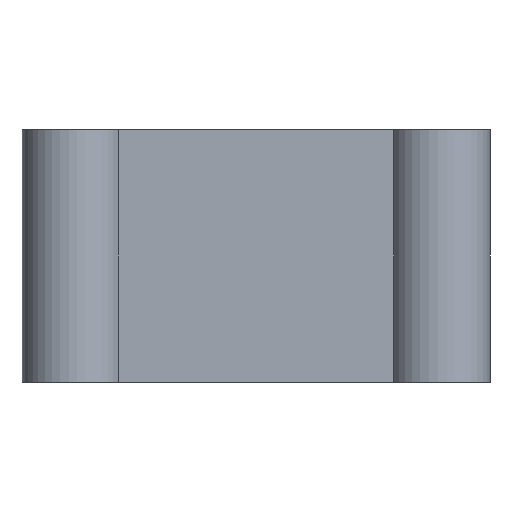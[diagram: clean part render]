
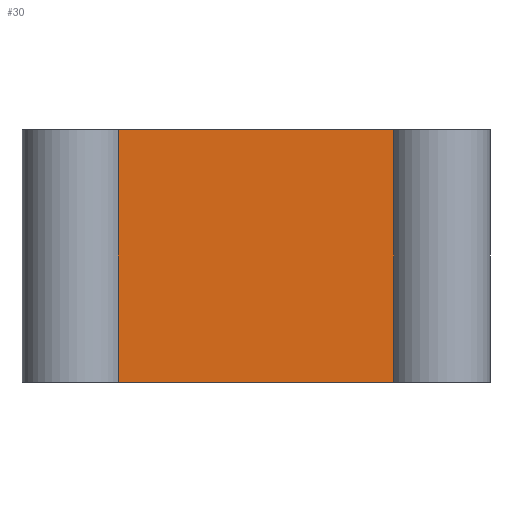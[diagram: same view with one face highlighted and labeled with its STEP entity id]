
A CAD part, front view. The second image highlights one B-rep face of the part: STEP entity #30.
In plain terms, the highlighted planar face has unit normal (0, -1, 0).
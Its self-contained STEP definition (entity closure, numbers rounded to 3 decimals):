
#14 = EDGE_LOOP ( 'NONE', ( #162, #180, #74, #97 ) ) ;
#20 = VECTOR ( 'NONE', #101, 1000. ) ;
#28 = CARTESIAN_POINT ( 'NONE',  ( -1.226, -0.676, 6.9 ) ) ;
#30 = ADVANCED_FACE ( 'NONE', ( #144 ), #143, .F. ) ;
#38 = VECTOR ( 'NONE', #68, 1000. ) ;
#46 = CARTESIAN_POINT ( 'NONE',  ( -1.226, -0.676, 0. ) ) ;
#54 = DIRECTION ( 'NONE',  ( 1., 0., 0. ) ) ;
#64 = EDGE_CURVE ( 'NONE', #110, #71, #70, .T. ) ;
#68 = DIRECTION ( 'NONE',  ( 1., 0., 0. ) ) ;
#70 = LINE ( 'NONE', #121, #38 ) ;
#71 = VERTEX_POINT ( 'NONE', #46 ) ;
#74 = ORIENTED_EDGE ( 'NONE', *, *, #220, .F. ) ;
#88 = VERTEX_POINT ( 'NONE', #225 ) ;
#90 = VECTOR ( 'NONE', #137, 1000. ) ;
#97 = ORIENTED_EDGE ( 'NONE', *, *, #207, .T. ) ;
#100 = LINE ( 'NONE', #170, #90 ) ;
#101 = DIRECTION ( 'NONE',  ( 0., 0., -1. ) ) ;
#104 = LINE ( 'NONE', #192, #240 ) ;
#110 = VERTEX_POINT ( 'NONE', #222 ) ;
#121 = CARTESIAN_POINT ( 'NONE',  ( -8.774, -0.676, 0. ) ) ;
#129 = DIRECTION ( 'NONE',  ( 0., 1., 0. ) ) ;
#133 = EDGE_CURVE ( 'NONE', #198, #71, #227, .T. ) ;
#137 = DIRECTION ( 'NONE',  ( 0., 0., -1. ) ) ;
#143 = PLANE ( 'NONE',  #147 ) ;
#144 = FACE_OUTER_BOUND ( 'NONE', #14, .T. ) ;
#147 = AXIS2_PLACEMENT_3D ( 'NONE', #213, #129, #205 ) ;
#162 = ORIENTED_EDGE ( 'NONE', *, *, #64, .T. ) ;
#170 = CARTESIAN_POINT ( 'NONE',  ( -8.774, -0.676, 6.9 ) ) ;
#180 = ORIENTED_EDGE ( 'NONE', *, *, #133, .F. ) ;
#191 = CARTESIAN_POINT ( 'NONE',  ( -1.226, -0.676, 6.9 ) ) ;
#192 = CARTESIAN_POINT ( 'NONE',  ( -8.774, -0.676, 6.9 ) ) ;
#198 = VERTEX_POINT ( 'NONE', #191 ) ;
#205 = DIRECTION ( 'NONE',  ( 0., 0., 1. ) ) ;
#207 = EDGE_CURVE ( 'NONE', #88, #110, #100, .T. ) ;
#213 = CARTESIAN_POINT ( 'NONE',  ( -8.774, -0.676, 6.9 ) ) ;
#220 = EDGE_CURVE ( 'NONE', #88, #198, #104, .T. ) ;
#222 = CARTESIAN_POINT ( 'NONE',  ( -8.774, -0.676, 0. ) ) ;
#225 = CARTESIAN_POINT ( 'NONE',  ( -8.774, -0.676, 6.9 ) ) ;
#227 = LINE ( 'NONE', #28, #20 ) ;
#240 = VECTOR ( 'NONE', #54, 1000. ) ;
